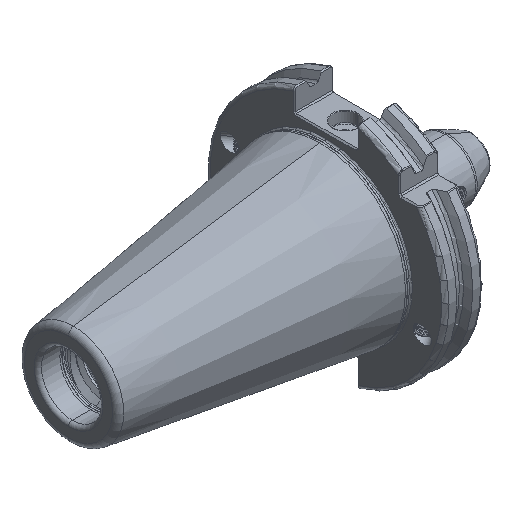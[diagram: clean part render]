
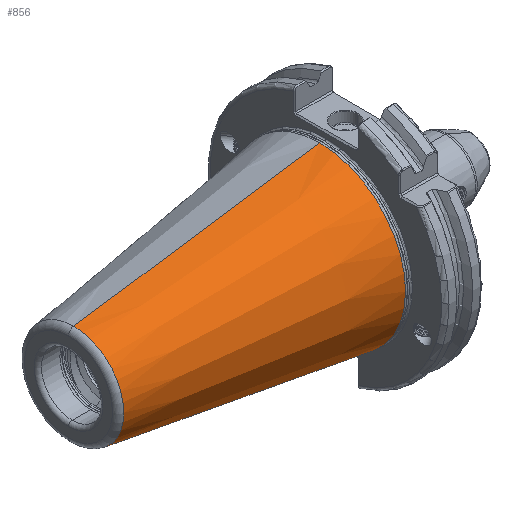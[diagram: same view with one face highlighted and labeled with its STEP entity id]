
A CAD part, isometric view. The second image highlights one B-rep face of the part: STEP entity #856.
In plain terms, the highlighted conical face has half-angle 8.297 degrees and reference radius 35.392 mm.
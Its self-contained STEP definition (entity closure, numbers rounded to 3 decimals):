
#856 = ADVANCED_FACE ( 'NONE', ( #14248 ), #14225, .T. ) ;
#1499 = ORIENTED_EDGE ( 'NONE', *, *, #29150, .F. ) ;
#4514 = CIRCLE ( 'NONE', #12601, 35.027 ) ;
#5387 = DIRECTION ( 'NONE',  ( 1., 0., 0. ) ) ;
#5402 = CARTESIAN_POINT ( 'NONE',  ( -2.5, 0., 0. ) ) ;
#5407 = DIRECTION ( 'NONE',  ( 0., 1., 0. ) ) ;
#10093 = CARTESIAN_POINT ( 'NONE',  ( 0., 0., 0. ) ) ;
#10100 = DIRECTION ( 'NONE',  ( 1., 0., 0. ) ) ;
#10116 = DIRECTION ( 'NONE',  ( 0., 0., -1. ) ) ;
#12601 = AXIS2_PLACEMENT_3D ( 'NONE', #5402, #5387, #5407 ) ;
#12682 = AXIS2_PLACEMENT_3D ( 'NONE', #26119, #26145, #26156 ) ;
#12739 = AXIS2_PLACEMENT_3D ( 'NONE', #26468, #26514, #26480 ) ;
#12873 = AXIS2_PLACEMENT_3D ( 'NONE', #10093, #10100, #10116 ) ;
#14225 = CONICAL_SURFACE ( 'NONE', #12873, 35.392, 0.145 ) ;
#14248 = FACE_OUTER_BOUND ( 'NONE', #17190, .T. ) ;
#15028 = EDGE_CURVE ( 'NONE', #17422, #17542, #4514, .T. ) ;
#17190 = EDGE_LOOP ( 'NONE', ( #24480, #24448, #24472, #1499, #24311 ) ) ;
#17369 = VERTEX_POINT ( 'NONE', #27557 ) ;
#17421 = VERTEX_POINT ( 'NONE', #27605 ) ;
#17422 = VERTEX_POINT ( 'NONE', #27601 ) ;
#17447 = VERTEX_POINT ( 'NONE', #27598 ) ;
#17542 = VERTEX_POINT ( 'NONE', #27592 ) ;
#18233 = CIRCLE ( 'NONE', #12739, 20.399 ) ;
#18252 = CIRCLE ( 'NONE', #12682, 35.027 ) ;
#18523 = VECTOR ( 'NONE', #24151, 1000. ) ;
#18532 = VECTOR ( 'NONE', #23203, 1000. ) ;
#18546 = LINE ( 'NONE', #23207, #18532 ) ;
#18575 = LINE ( 'NONE', #24142, #18523 ) ;
#23203 = DIRECTION ( 'NONE',  ( 0.99, 0., -0.144 ) ) ;
#23207 = CARTESIAN_POINT ( 'NONE',  ( 0., 0., -35.392 ) ) ;
#24142 = CARTESIAN_POINT ( 'NONE',  ( 0., 0., 35.392 ) ) ;
#24151 = DIRECTION ( 'NONE',  ( 0.99, 0., 0.144 ) ) ;
#24311 = ORIENTED_EDGE ( 'NONE', *, *, #15028, .F. ) ;
#24448 = ORIENTED_EDGE ( 'NONE', *, *, #29168, .T. ) ;
#24472 = ORIENTED_EDGE ( 'NONE', *, *, #29562, .T. ) ;
#24480 = ORIENTED_EDGE ( 'NONE', *, *, #29529, .F. ) ;
#26119 = CARTESIAN_POINT ( 'NONE',  ( -2.5, 0., 0. ) ) ;
#26145 = DIRECTION ( 'NONE',  ( 1., 0., 0. ) ) ;
#26156 = DIRECTION ( 'NONE',  ( 0., 1., 0. ) ) ;
#26468 = CARTESIAN_POINT ( 'NONE',  ( -102.811, 0., 0. ) ) ;
#26480 = DIRECTION ( 'NONE',  ( 0., 0., 1. ) ) ;
#26514 = DIRECTION ( 'NONE',  ( 1., 0., 0. ) ) ;
#27557 = CARTESIAN_POINT ( 'NONE',  ( -102.811, 0., 20.399 ) ) ;
#27592 = CARTESIAN_POINT ( 'NONE',  ( -2.5, -35.027, 0. ) ) ;
#27598 = CARTESIAN_POINT ( 'NONE',  ( -2.5, 0., -35.027 ) ) ;
#27601 = CARTESIAN_POINT ( 'NONE',  ( -2.5, 0., 35.027 ) ) ;
#27605 = CARTESIAN_POINT ( 'NONE',  ( -102.811, 0., -20.399 ) ) ;
#29150 = EDGE_CURVE ( 'NONE', #17542, #17447, #18252, .T. ) ;
#29168 = EDGE_CURVE ( 'NONE', #17369, #17421, #18233, .T. ) ;
#29529 = EDGE_CURVE ( 'NONE', #17369, #17422, #18575, .T. ) ;
#29562 = EDGE_CURVE ( 'NONE', #17421, #17447, #18546, .T. ) ;
